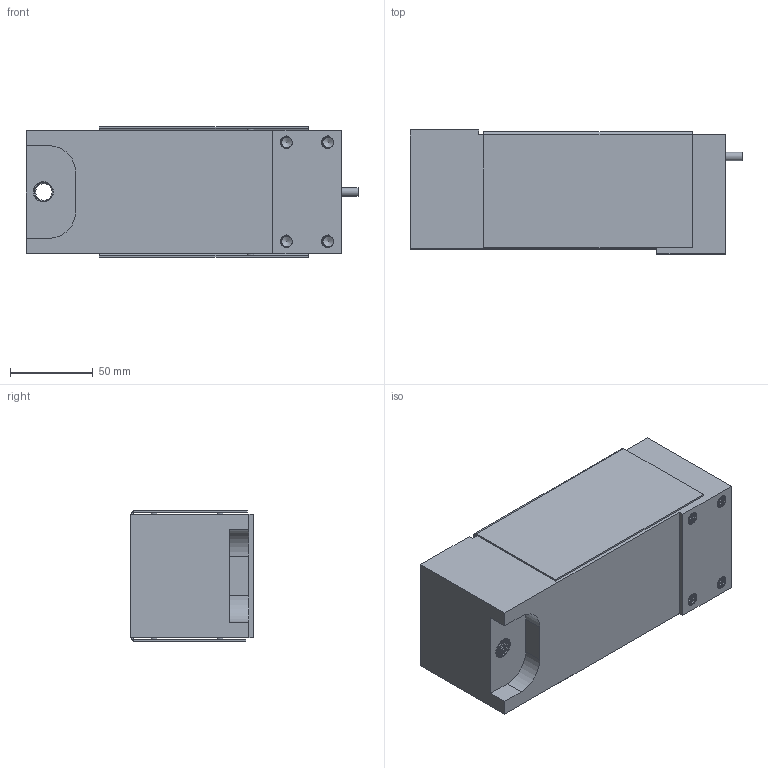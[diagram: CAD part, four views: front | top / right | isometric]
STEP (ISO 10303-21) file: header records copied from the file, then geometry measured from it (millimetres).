
FILE_DESCRIPTION(/* description */ (''),/* implementation_level */ '2;1');
FILE_NAME(/* name */ '108UAUN-(50-1000)kg v2.step',/* time_stamp */ '2020-01-29T11:45:42-08:00',/* author */ (''),/* organization */ (''),/* preprocessor_version */ 'ST-DEVELOPER v18',/* originating_system */ 'Autodesk Translation Framework v8.12.0.6',/* authorisation */ '');
FILE_SCHEMA (('AUTOMOTIVE_DESIGN { 1 0 10303 214 3 1 1 }'));
Length unit declared in the file: millimetre
Products named in the file (2): 108UAUN-(50-1000)kg; Connector
Assembly tree (1 placements, depth 2):
  108UAUN-(50-1000)kg
    Connector
Bounding box: 201.03 x 75 x 79 mm (x, y, z)
Volume: 833355.2 mm3; surface area: 147220.7 mm2
Topology: 3 solids, 3 shells, 485 faces, 1228 edges, 759 vertices
Faces by surface type: cylinder 389, plane 67, bspline 19, cone 10
Full cylindrical faces by diameter (mm): 4 x4, 5.1 x1, 6.566 x136, 7.938 x136, 10 x2, 11.468 x29, 12 x2, 12.7 x25, 13 x1, 22 x1
Entity records: 34128 total; most frequent: CARTESIAN_POINT 23723, ORIENTED_EDGE 2438, DIRECTION 1655, EDGE_CURVE 1219, VERTEX_POINT 759, B_SPLINE_CURVE_WITH_KNOTS 615, AXIS2_PLACEMENT_3D 582, EDGE_LOOP 508
